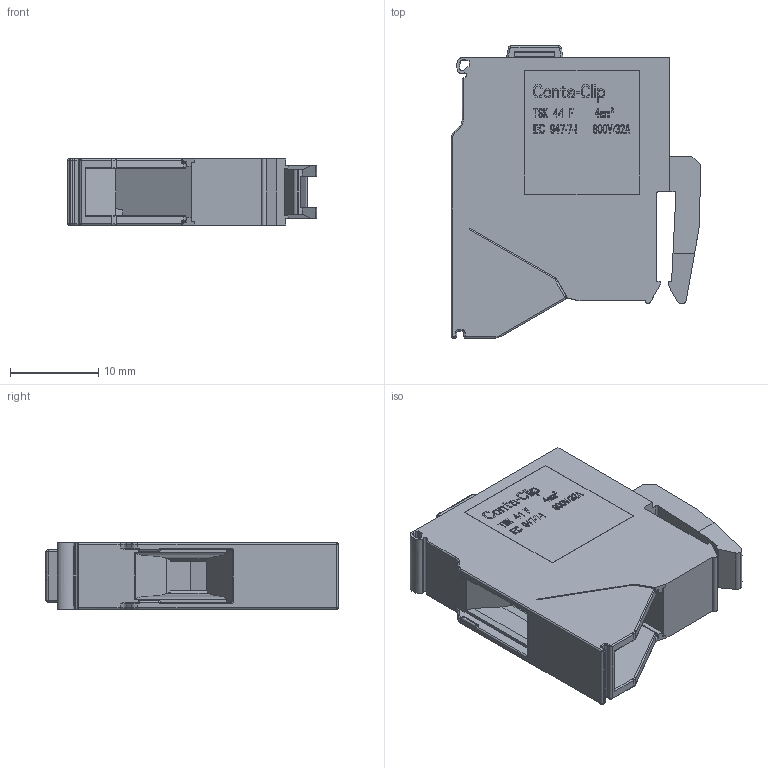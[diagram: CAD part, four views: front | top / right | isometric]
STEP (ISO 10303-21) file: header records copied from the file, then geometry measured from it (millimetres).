
FILE_DESCRIPTION((''),'2;1');
FILE_NAME('TKS40F_1_3D_VOLUMEN','2009-08-06T',('Ludolph'),(''),'PRO/ENGINEER BY PARAMETRIC TECHNOLOGY CORPORATION, 2007390','PRO/ENGINEER BY PARAMETRIC TECHNOLOGY CORPORATION, 2007390','');
FILE_SCHEMA(('CONFIG_CONTROL_DESIGN'));
Length unit declared in the file: millimetre
Products named in the file (1): TKS40F_1_3D_VOLUMEN
Bounding box: 28.23 x 33.11 x 7.5 mm (x, y, z)
Volume: 4125.7 mm3; surface area: 3652.9 mm2
Topology: 1 solids, 1 shells, 1359 faces, 3802 edges, 2490 vertices
Faces by surface type: plane 1187, cylinder 112, bspline 34, torus 24, extrusion 2
Entity records: 43549 total; most frequent: CARTESIAN_POINT 8605, ORIENTED_EDGE 7596, DIRECTION 6628, EDGE_CURVE 3798, VECTOR 3492, LINE 3490, VERTEX_POINT 2490, AXIS2_PLACEMENT_3D 1568
